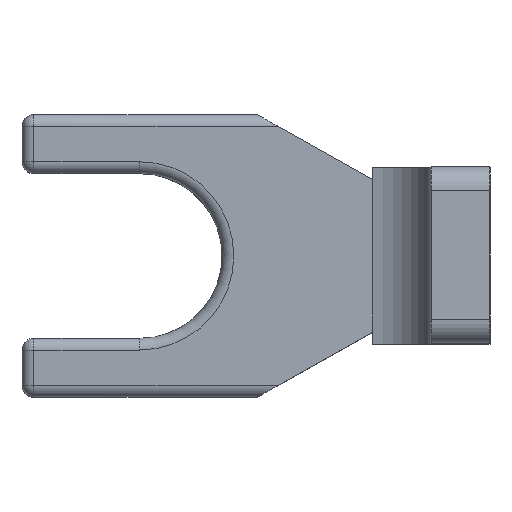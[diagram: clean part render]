
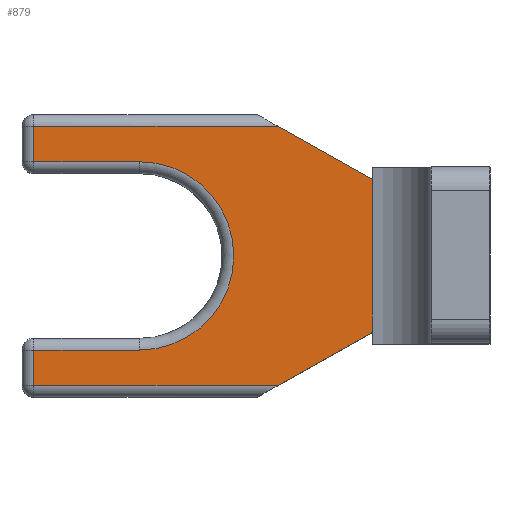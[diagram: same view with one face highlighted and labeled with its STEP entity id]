
A CAD part, top view. The second image highlights one B-rep face of the part: STEP entity #879.
In plain terms, the highlighted face is planar.
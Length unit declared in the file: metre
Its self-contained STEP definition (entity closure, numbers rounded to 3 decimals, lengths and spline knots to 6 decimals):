
#46=PLANE('',#969);
#65=CIRCLE('',#970,0.008);
#154=ORIENTED_EDGE('',*,*,#372,.T.);
#155=ORIENTED_EDGE('',*,*,#401,.T.);
#156=ORIENTED_EDGE('',*,*,#402,.T.);
#157=ORIENTED_EDGE('',*,*,#403,.T.);
#158=ORIENTED_EDGE('',*,*,#404,.T.);
#159=ORIENTED_EDGE('',*,*,#405,.T.);
#160=ORIENTED_EDGE('',*,*,#406,.T.);
#161=ORIENTED_EDGE('',*,*,#407,.T.);
#162=ORIENTED_EDGE('',*,*,#379,.F.);
#163=ORIENTED_EDGE('',*,*,#376,.T.);
#372=EDGE_CURVE('',#499,#498,#573,.T.);
#376=EDGE_CURVE('',#502,#499,#576,.T.);
#379=EDGE_CURVE('',#502,#504,#579,.T.);
#401=EDGE_CURVE('',#498,#522,#598,.F.);
#402=EDGE_CURVE('',#522,#523,#599,.F.);
#403=EDGE_CURVE('',#523,#524,#600,.F.);
#404=EDGE_CURVE('',#524,#525,#65,.T.);
#405=EDGE_CURVE('',#525,#526,#601,.T.);
#406=EDGE_CURVE('',#526,#527,#602,.T.);
#407=EDGE_CURVE('',#527,#504,#603,.T.);
#498=VERTEX_POINT('',#1375);
#499=VERTEX_POINT('',#1377);
#502=VERTEX_POINT('',#1385);
#504=VERTEX_POINT('',#1391);
#522=VERTEX_POINT('',#1436);
#523=VERTEX_POINT('',#1438);
#524=VERTEX_POINT('',#1440);
#525=VERTEX_POINT('',#1442);
#526=VERTEX_POINT('',#1444);
#527=VERTEX_POINT('',#1446);
#573=LINE('',#1376,#659);
#576=LINE('',#1384,#662);
#579=LINE('',#1390,#665);
#598=LINE('',#1435,#684);
#599=LINE('',#1437,#685);
#600=LINE('',#1439,#686);
#601=LINE('',#1443,#687);
#602=LINE('',#1445,#688);
#603=LINE('',#1447,#689);
#659=VECTOR('',#1082,1.);
#662=VECTOR('',#1089,1.);
#665=VECTOR('',#1094,1.);
#684=VECTOR('',#1129,1.);
#685=VECTOR('',#1130,1.);
#686=VECTOR('',#1131,1.);
#687=VECTOR('',#1134,1.);
#688=VECTOR('',#1135,1.);
#689=VECTOR('',#1136,1.);
#743=EDGE_LOOP('',(#154,#155,#156,#157,#158,#159,#160,#161,#162,#163));
#801=FACE_BOUND('',#743,.T.);
#879=ADVANCED_FACE('',(#801),#46,.F.);
#969=AXIS2_PLACEMENT_3D('',#1434,#1127,#1128);
#970=AXIS2_PLACEMENT_3D('',#1441,#1132,#1133);
#1082=DIRECTION('',(-0.49,0.872,0.));
#1089=DIRECTION('',(-1.,0.,0.));
#1094=DIRECTION('',(0.49,0.872,0.));
#1127=DIRECTION('',(0.,0.,1.));
#1128=DIRECTION('',(1.,0.,0.));
#1129=DIRECTION('',(0.,-1.,0.));
#1130=DIRECTION('',(-1.,0.,0.));
#1131=DIRECTION('',(0.,1.,0.));
#1132=DIRECTION('',(0.,0.,1.));
#1133=DIRECTION('',(1.,0.,0.));
#1134=DIRECTION('',(0.,1.,0.));
#1135=DIRECTION('',(1.,0.,0.));
#1136=DIRECTION('',(0.,-1.,0.));
#1375=CARTESIAN_POINT('',(-0.011,0.005795,0.));
#1376=CARTESIAN_POINT('',(-0.00925,0.002685,0.));
#1377=CARTESIAN_POINT('',(-0.0065,-0.002203,0.));
#1384=CARTESIAN_POINT('',(-0.00325,-0.002203,0.));
#1385=CARTESIAN_POINT('',(0.0065,-0.002203,0.));
#1390=CARTESIAN_POINT('',(0.00925,0.002685,0.));
#1391=CARTESIAN_POINT('',(0.011,0.005795,0.));
#1434=CARTESIAN_POINT('',(0.000193,-0.00309,0.));
#1435=CARTESIAN_POINT('',(-0.011,-0.00309,0.));
#1436=CARTESIAN_POINT('',(-0.011,0.026572,0.));
#1437=CARTESIAN_POINT('',(0.000193,0.026572,0.));
#1438=CARTESIAN_POINT('',(-0.008,0.026572,0.));
#1439=CARTESIAN_POINT('',(-0.008,-0.00309,0.));
#1440=CARTESIAN_POINT('',(-0.008,0.017572,0.));
#1441=CARTESIAN_POINT('',(0.,0.017572,0.));
#1442=CARTESIAN_POINT('',(0.008,0.017572,0.));
#1443=CARTESIAN_POINT('',(0.008,0.027572,0.));
#1444=CARTESIAN_POINT('',(0.008,0.026572,0.));
#1445=CARTESIAN_POINT('',(0.012,0.026572,0.));
#1446=CARTESIAN_POINT('',(0.011,0.026572,0.));
#1447=CARTESIAN_POINT('',(0.011,0.007572,0.));
